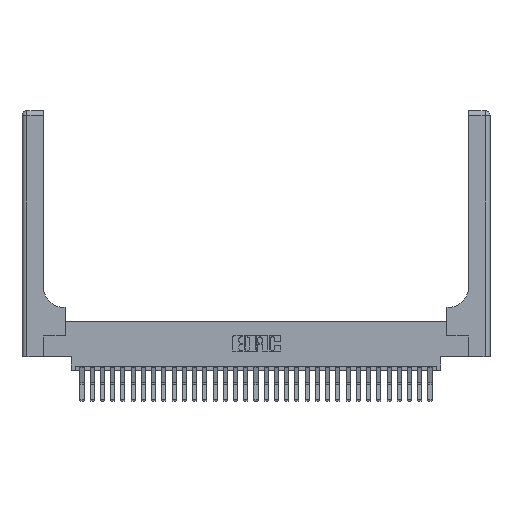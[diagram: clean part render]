
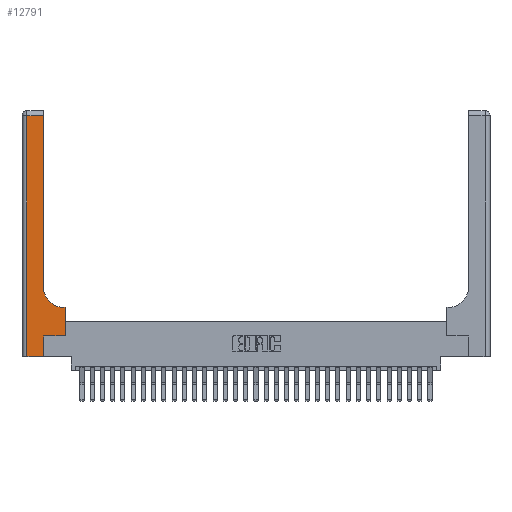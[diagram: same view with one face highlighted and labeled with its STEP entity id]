
A CAD part, top view. The second image highlights one B-rep face of the part: STEP entity #12791.
In plain terms, the highlighted planar face has unit normal (0, 0, 1).
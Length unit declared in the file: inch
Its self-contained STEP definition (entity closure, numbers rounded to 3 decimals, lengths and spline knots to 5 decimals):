
#108 = EDGE_CURVE ( 'NONE', #20373, #884, #2701, .T. ) ;
#226 = CARTESIAN_POINT ( 'NONE',  ( 0.528, 0.6, 0.37 ) ) ;
#884 = VERTEX_POINT ( 'NONE', #970 ) ;
#925 = VECTOR ( 'NONE', #7197, 39.37008 ) ;
#970 = CARTESIAN_POINT ( 'NONE',  ( 0.06, 0., 0.37 ) ) ;
#1026 = EDGE_CURVE ( 'NONE', #11689, #18398, #2638, .T. ) ;
#1128 = AXIS2_PLACEMENT_3D ( 'NONE', #11925, #27651, #14203 ) ;
#1636 = LINE ( 'NONE', #9645, #18978 ) ;
#2473 = ORIENTED_EDGE ( 'NONE', *, *, #21320, .T. ) ;
#2638 = LINE ( 'NONE', #8304, #14020 ) ;
#2701 = LINE ( 'NONE', #14310, #14072 ) ;
#2975 = EDGE_CURVE ( 'NONE', #884, #13182, #25853, .T. ) ;
#2987 = DIRECTION ( 'NONE',  ( 0., -1., 0. ) ) ;
#3160 = PLANE ( 'NONE',  #14963 ) ;
#3261 = LINE ( 'NONE', #28219, #26594 ) ;
#3603 = ORIENTED_EDGE ( 'NONE', *, *, #27201, .T. ) ;
#4411 = CARTESIAN_POINT ( 'NONE',  ( 0.06, 2.94, 0.37 ) ) ;
#5370 = ORIENTED_EDGE ( 'NONE', *, *, #5751, .T. ) ;
#5440 = DIRECTION ( 'NONE',  ( -1., 0., 0. ) ) ;
#5544 = LINE ( 'NONE', #13114, #16872 ) ;
#5647 = CARTESIAN_POINT ( 'NONE',  ( 0.26, 2.94, 0.37 ) ) ;
#5751 = EDGE_CURVE ( 'NONE', #10856, #18742, #3261, .T. ) ;
#5984 = ORIENTED_EDGE ( 'NONE', *, *, #29003, .T. ) ;
#7197 = DIRECTION ( 'NONE',  ( 0., 1., 0. ) ) ;
#7589 = CARTESIAN_POINT ( 'NONE',  ( 0.265, 0.25, 0.37 ) ) ;
#7669 = LINE ( 'NONE', #18478, #925 ) ;
#8020 = DIRECTION ( 'NONE',  ( -1., 0., 0. ) ) ;
#8304 = CARTESIAN_POINT ( 'NONE',  ( 0.26, 3., 0.37 ) ) ;
#8900 = CARTESIAN_POINT ( 'NONE',  ( 0.528, 0.25, 0.37 ) ) ;
#9645 = CARTESIAN_POINT ( 'NONE',  ( 0., 2.94, 0.37 ) ) ;
#10856 = VERTEX_POINT ( 'NONE', #226 ) ;
#11689 = VERTEX_POINT ( 'NONE', #14826 ) ;
#11925 = CARTESIAN_POINT ( 'NONE',  ( 0.51, 0.85, 0.37 ) ) ;
#12791 = ADVANCED_FACE ( 'NONE', ( #14031 ), #3160, .F. ) ;
#13114 = CARTESIAN_POINT ( 'NONE',  ( 0.528, 0.25, 0.37 ) ) ;
#13182 = VERTEX_POINT ( 'NONE', #15395 ) ;
#13421 = DIRECTION ( 'NONE',  ( 1., 0., 0. ) ) ;
#13577 = ORIENTED_EDGE ( 'NONE', *, *, #20991, .T. ) ;
#13910 = VECTOR ( 'NONE', #13421, 39.37008 ) ;
#14020 = VECTOR ( 'NONE', #26332, 39.37008 ) ;
#14031 = FACE_OUTER_BOUND ( 'NONE', #24082, .T. ) ;
#14072 = VECTOR ( 'NONE', #2987, 39.37008 ) ;
#14082 = CARTESIAN_POINT ( 'NONE',  ( 0.51, 0.6, 0.37 ) ) ;
#14186 = ORIENTED_EDGE ( 'NONE', *, *, #2975, .T. ) ;
#14203 = DIRECTION ( 'NONE',  ( 1., 0., 0. ) ) ;
#14310 = CARTESIAN_POINT ( 'NONE',  ( 0.06, 3., 0.37 ) ) ;
#14768 = CARTESIAN_POINT ( 'NONE',  ( 0.265, 0.25, 0.37 ) ) ;
#14826 = CARTESIAN_POINT ( 'NONE',  ( 0.26, 0.85, 0.37 ) ) ;
#14963 = AXIS2_PLACEMENT_3D ( 'NONE', #27942, #19000, #5440 ) ;
#15378 = DIRECTION ( 'NONE',  ( 0., 1., 0. ) ) ;
#15395 = CARTESIAN_POINT ( 'NONE',  ( 0.265, 0., 0.37 ) ) ;
#15965 = ORIENTED_EDGE ( 'NONE', *, *, #1026, .T. ) ;
#16700 = ORIENTED_EDGE ( 'NONE', *, *, #24349, .T. ) ;
#16716 = CIRCLE ( 'NONE', #1128, 0.25 ) ;
#16872 = VECTOR ( 'NONE', #15378, 39.37008 ) ;
#18398 = VERTEX_POINT ( 'NONE', #5647 ) ;
#18478 = CARTESIAN_POINT ( 'NONE',  ( 0.265, 0., 0.37 ) ) ;
#18742 = VERTEX_POINT ( 'NONE', #14082 ) ;
#18978 = VECTOR ( 'NONE', #25487, 39.37008 ) ;
#19000 = DIRECTION ( 'NONE',  ( 0., 0., -1. ) ) ;
#20373 = VERTEX_POINT ( 'NONE', #4411 ) ;
#20991 = EDGE_CURVE ( 'NONE', #27022, #10856, #5544, .T. ) ;
#21320 = EDGE_CURVE ( 'NONE', #18398, #20373, #1636, .T. ) ;
#22999 = VECTOR ( 'NONE', #27894, 39.37008 ) ;
#23688 = LINE ( 'NONE', #7589, #22999 ) ;
#23701 = ORIENTED_EDGE ( 'NONE', *, *, #108, .T. ) ;
#24082 = EDGE_LOOP ( 'NONE', ( #15965, #2473, #23701, #14186, #5984, #3603, #13577, #5370, #16700 ) ) ;
#24349 = EDGE_CURVE ( 'NONE', #18742, #11689, #16716, .T. ) ;
#24453 = VERTEX_POINT ( 'NONE', #14768 ) ;
#25487 = DIRECTION ( 'NONE',  ( -1., 0., 0. ) ) ;
#25853 = LINE ( 'NONE', #26890, #13910 ) ;
#26332 = DIRECTION ( 'NONE',  ( 0., 1., 0. ) ) ;
#26594 = VECTOR ( 'NONE', #8020, 39.37008 ) ;
#26890 = CARTESIAN_POINT ( 'NONE',  ( 0., 0., 0.37 ) ) ;
#27022 = VERTEX_POINT ( 'NONE', #8900 ) ;
#27201 = EDGE_CURVE ( 'NONE', #24453, #27022, #23688, .T. ) ;
#27651 = DIRECTION ( 'NONE',  ( 0., 0., -1. ) ) ;
#27894 = DIRECTION ( 'NONE',  ( 1., 0., 0. ) ) ;
#27942 = CARTESIAN_POINT ( 'NONE',  ( 0., 3., 0.37 ) ) ;
#28219 = CARTESIAN_POINT ( 'NONE',  ( 0.26, 0.6, 0.37 ) ) ;
#29003 = EDGE_CURVE ( 'NONE', #13182, #24453, #7669, .T. ) ;
